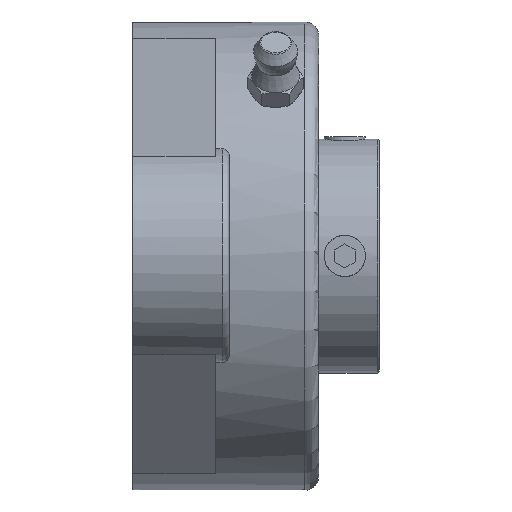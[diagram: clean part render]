
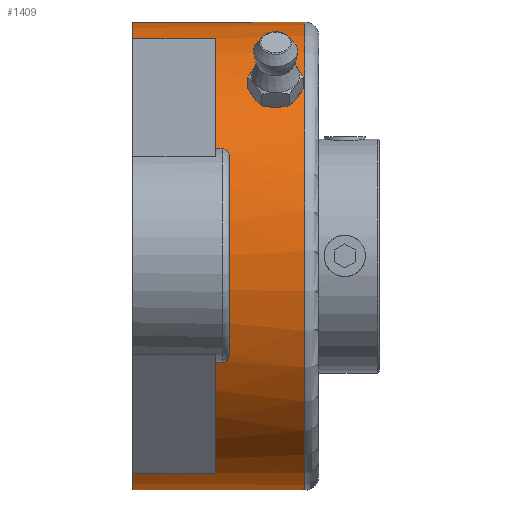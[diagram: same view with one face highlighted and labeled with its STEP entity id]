
A CAD part, top view. The second image highlights one B-rep face of the part: STEP entity #1409.
In plain terms, the highlighted cylindrical face has radius 34 mm (diameter 68 mm), a full revolution.
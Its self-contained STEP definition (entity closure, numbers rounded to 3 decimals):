
#60=LINE('',#2741,#138);
#61=LINE('',#2758,#139);
#62=LINE('',#2762,#140);
#63=LINE('',#2766,#141);
#64=LINE('',#2770,#142);
#65=LINE('',#2786,#143);
#66=LINE('',#2790,#144);
#67=LINE('',#2794,#145);
#138=VECTOR('',#2258,1000.);
#139=VECTOR('',#2261,1000.);
#140=VECTOR('',#2264,1000.);
#141=VECTOR('',#2267,1000.);
#142=VECTOR('',#2270,1000.);
#143=VECTOR('',#2273,1000.);
#144=VECTOR('',#2276,1000.);
#145=VECTOR('',#2279,1000.);
#271=B_SPLINE_CURVE_WITH_KNOTS('',3,(#2744,#2745,#2746,#2747,#2748),
 .UNSPECIFIED.,.F.,.F.,(4,1,4),(0.,0.001,0.002),
 .UNSPECIFIED.);
#272=B_SPLINE_CURVE_WITH_KNOTS('',3,(#2752,#2753,#2754,#2755,#2756),
 .UNSPECIFIED.,.F.,.F.,(4,1,4),(0.,0.001,0.002),
 .UNSPECIFIED.);
#273=B_SPLINE_CURVE_WITH_KNOTS('',3,(#2772,#2773,#2774,#2775,#2776),
 .UNSPECIFIED.,.F.,.F.,(4,1,4),(0.,0.001,
0.002),.UNSPECIFIED.);
#274=B_SPLINE_CURVE_WITH_KNOTS('',3,(#2780,#2781,#2782,#2783,#2784),
 .UNSPECIFIED.,.F.,.F.,(4,1,4),(0.,0.001,0.002),
 .UNSPECIFIED.);
#275=B_SPLINE_CURVE_WITH_KNOTS('',3,(#2797,#2798,#2799,#2800,#2801,#2802,
#2803,#2804,#2805,#2806,#2807),.UNSPECIFIED.,.T.,.F.,(1,1,1,1,1,1,1,1,1,
1,1,1,1,1,1),(-0.007,-0.005,-0.002,
0.,0.002,0.005,0.007,0.009,
0.012,0.014,0.016,0.019,
0.021,0.023,0.026),.UNSPECIFIED.);
#430=ORIENTED_EDGE('',*,*,#736,.F.);
#431=ORIENTED_EDGE('',*,*,#737,.F.);
#432=ORIENTED_EDGE('',*,*,#738,.F.);
#433=ORIENTED_EDGE('',*,*,#739,.F.);
#434=ORIENTED_EDGE('',*,*,#740,.F.);
#435=ORIENTED_EDGE('',*,*,#741,.F.);
#436=ORIENTED_EDGE('',*,*,#742,.F.);
#437=ORIENTED_EDGE('',*,*,#743,.T.);
#438=ORIENTED_EDGE('',*,*,#744,.T.);
#439=ORIENTED_EDGE('',*,*,#745,.F.);
#440=ORIENTED_EDGE('',*,*,#746,.F.);
#441=ORIENTED_EDGE('',*,*,#747,.F.);
#442=ORIENTED_EDGE('',*,*,#748,.F.);
#443=ORIENTED_EDGE('',*,*,#749,.F.);
#444=ORIENTED_EDGE('',*,*,#750,.F.);
#445=ORIENTED_EDGE('',*,*,#751,.F.);
#446=ORIENTED_EDGE('',*,*,#752,.F.);
#447=ORIENTED_EDGE('',*,*,#753,.T.);
#448=ORIENTED_EDGE('',*,*,#754,.T.);
#449=ORIENTED_EDGE('',*,*,#755,.F.);
#450=ORIENTED_EDGE('',*,*,#756,.F.);
#451=ORIENTED_EDGE('',*,*,#757,.F.);
#736=EDGE_CURVE('',#902,#902,#1002,.T.);
#737=EDGE_CURVE('',#903,#904,#60,.T.);
#738=EDGE_CURVE('',#905,#903,#271,.T.);
#739=EDGE_CURVE('',#906,#905,#1003,.T.);
#740=EDGE_CURVE('',#907,#906,#272,.T.);
#741=EDGE_CURVE('',#908,#907,#61,.F.);
#742=EDGE_CURVE('',#909,#908,#1004,.F.);
#743=EDGE_CURVE('',#909,#910,#62,.T.);
#744=EDGE_CURVE('',#910,#911,#1005,.T.);
#745=EDGE_CURVE('',#912,#911,#63,.T.);
#746=EDGE_CURVE('',#913,#912,#1006,.F.);
#747=EDGE_CURVE('',#914,#913,#64,.T.);
#748=EDGE_CURVE('',#915,#914,#273,.T.);
#749=EDGE_CURVE('',#916,#915,#1007,.T.);
#750=EDGE_CURVE('',#917,#916,#274,.T.);
#751=EDGE_CURVE('',#918,#917,#65,.F.);
#752=EDGE_CURVE('',#919,#918,#1008,.F.);
#753=EDGE_CURVE('',#919,#920,#66,.T.);
#754=EDGE_CURVE('',#920,#921,#1009,.T.);
#755=EDGE_CURVE('',#922,#921,#67,.T.);
#756=EDGE_CURVE('',#904,#922,#1010,.F.);
#757=EDGE_CURVE('',#923,#923,#275,.T.);
#902=VERTEX_POINT('',#2740);
#903=VERTEX_POINT('',#2742);
#904=VERTEX_POINT('',#2743);
#905=VERTEX_POINT('',#2749);
#906=VERTEX_POINT('',#2751);
#907=VERTEX_POINT('',#2757);
#908=VERTEX_POINT('',#2759);
#909=VERTEX_POINT('',#2761);
#910=VERTEX_POINT('',#2763);
#911=VERTEX_POINT('',#2765);
#912=VERTEX_POINT('',#2767);
#913=VERTEX_POINT('',#2769);
#914=VERTEX_POINT('',#2771);
#915=VERTEX_POINT('',#2777);
#916=VERTEX_POINT('',#2779);
#917=VERTEX_POINT('',#2785);
#918=VERTEX_POINT('',#2787);
#919=VERTEX_POINT('',#2789);
#920=VERTEX_POINT('',#2791);
#921=VERTEX_POINT('',#2793);
#922=VERTEX_POINT('',#2795);
#923=VERTEX_POINT('',#2808);
#1002=CIRCLE('',#1965,34.);
#1003=CIRCLE('',#1966,34.);
#1004=CIRCLE('',#1967,34.);
#1005=CIRCLE('',#1968,34.);
#1006=CIRCLE('',#1969,34.);
#1007=CIRCLE('',#1970,34.);
#1008=CIRCLE('',#1971,34.);
#1009=CIRCLE('',#1972,34.);
#1010=CIRCLE('',#1973,34.);
#1121=EDGE_LOOP('',(#430));
#1122=EDGE_LOOP('',(#431,#432,#433,#434,#435,#436,#437,#438,#439,#440,#441,
#442,#443,#444,#445,#446,#447,#448,#449,#450));
#1123=EDGE_LOOP('',(#451));
#1269=FACE_BOUND('',#1121,.T.);
#1270=FACE_BOUND('',#1122,.T.);
#1271=FACE_BOUND('',#1123,.T.);
#1350=CYLINDRICAL_SURFACE('',#1964,34.);
#1409=ADVANCED_FACE('',(#1269,#1270,#1271),#1350,.T.);
#1964=AXIS2_PLACEMENT_3D('',#2738,#2254,#2255);
#1965=AXIS2_PLACEMENT_3D('',#2739,#2256,#2257);
#1966=AXIS2_PLACEMENT_3D('',#2750,#2259,#2260);
#1967=AXIS2_PLACEMENT_3D('',#2760,#2262,#2263);
#1968=AXIS2_PLACEMENT_3D('',#2764,#2265,#2266);
#1969=AXIS2_PLACEMENT_3D('',#2768,#2268,#2269);
#1970=AXIS2_PLACEMENT_3D('',#2778,#2271,#2272);
#1971=AXIS2_PLACEMENT_3D('',#2788,#2274,#2275);
#1972=AXIS2_PLACEMENT_3D('',#2792,#2277,#2278);
#1973=AXIS2_PLACEMENT_3D('',#2796,#2280,#2281);
#2254=DIRECTION('',(-1.,0.,0.));
#2255=DIRECTION('',(0.,0.,1.));
#2256=DIRECTION('',(1.,0.,0.));
#2257=DIRECTION('',(0.,0.,-1.));
#2258=DIRECTION('',(-1.,0.,0.));
#2259=DIRECTION('',(-1.,0.,0.));
#2260=DIRECTION('',(0.,0.,1.));
#2261=DIRECTION('',(-1.,0.,0.));
#2262=DIRECTION('',(1.,0.,0.));
#2263=DIRECTION('',(0.,0.,-1.));
#2264=DIRECTION('',(-1.,0.,0.));
#2265=DIRECTION('',(1.,0.,0.));
#2266=DIRECTION('',(0.,0.,-1.));
#2267=DIRECTION('',(-1.,0.,0.));
#2268=DIRECTION('',(1.,0.,0.));
#2269=DIRECTION('',(0.,0.,-1.));
#2270=DIRECTION('',(-1.,0.,0.));
#2271=DIRECTION('',(-1.,0.,0.));
#2272=DIRECTION('',(0.,0.,1.));
#2273=DIRECTION('',(-1.,0.,0.));
#2274=DIRECTION('',(1.,0.,0.));
#2275=DIRECTION('',(0.,0.,-1.));
#2276=DIRECTION('',(-1.,0.,0.));
#2277=DIRECTION('',(1.,0.,0.));
#2278=DIRECTION('',(0.,0.,-1.));
#2279=DIRECTION('',(-1.,0.,0.));
#2280=DIRECTION('',(1.,0.,0.));
#2281=DIRECTION('',(0.,0.,-1.));
#2738=CARTESIAN_POINT('',(12.,0.,0.));
#2739=CARTESIAN_POINT('',(25.,0.,0.));
#2740=CARTESIAN_POINT('',(25.,0.,-34.));
#2741=CARTESIAN_POINT('',(12.,30.261,-15.5));
#2742=CARTESIAN_POINT('',(13.,30.261,-15.5));
#2743=CARTESIAN_POINT('',(12.,30.261,-15.5));
#2744=CARTESIAN_POINT('',(14.,30.753,-14.5));
#2745=CARTESIAN_POINT('',(14.,30.634,-14.753));
#2746=CARTESIAN_POINT('',(13.811,30.39,-15.25));
#2747=CARTESIAN_POINT('',(13.28,30.261,-15.5));
#2748=CARTESIAN_POINT('',(13.,30.261,-15.5));
#2749=CARTESIAN_POINT('',(14.,30.753,-14.5));
#2750=CARTESIAN_POINT('',(14.,0.,0.));
#2751=CARTESIAN_POINT('',(14.,30.753,14.5));
#2752=CARTESIAN_POINT('',(13.,30.261,15.5));
#2753=CARTESIAN_POINT('',(13.28,30.261,15.5));
#2754=CARTESIAN_POINT('',(13.81,30.39,15.252));
#2755=CARTESIAN_POINT('',(14.,30.634,14.752));
#2756=CARTESIAN_POINT('',(14.,30.753,14.5));
#2757=CARTESIAN_POINT('',(13.,30.261,15.5));
#2758=CARTESIAN_POINT('',(12.,30.261,15.5));
#2759=CARTESIAN_POINT('',(12.,30.261,15.5));
#2760=CARTESIAN_POINT('',(12.,0.,0.));
#2761=CARTESIAN_POINT('',(12.,12.707,31.536));
#2762=CARTESIAN_POINT('',(12.,12.707,31.536));
#2763=CARTESIAN_POINT('',(0.,12.707,31.536));
#2764=CARTESIAN_POINT('',(0.,0.,0.));
#2765=CARTESIAN_POINT('',(0.,-12.707,31.536));
#2766=CARTESIAN_POINT('',(12.,-12.707,31.536));
#2767=CARTESIAN_POINT('',(12.,-12.707,31.536));
#2768=CARTESIAN_POINT('',(12.,0.,0.));
#2769=CARTESIAN_POINT('',(12.,-30.261,15.5));
#2770=CARTESIAN_POINT('',(12.,-30.261,15.5));
#2771=CARTESIAN_POINT('',(13.,-30.261,15.5));
#2772=CARTESIAN_POINT('',(14.,-30.753,14.5));
#2773=CARTESIAN_POINT('',(14.,-30.634,14.753));
#2774=CARTESIAN_POINT('',(13.811,-30.39,15.25));
#2775=CARTESIAN_POINT('',(13.28,-30.261,15.5));
#2776=CARTESIAN_POINT('',(13.,-30.261,15.5));
#2777=CARTESIAN_POINT('',(14.,-30.753,14.5));
#2778=CARTESIAN_POINT('',(14.,0.,0.));
#2779=CARTESIAN_POINT('',(14.,-30.753,-14.5));
#2780=CARTESIAN_POINT('',(13.,-30.261,-15.5));
#2781=CARTESIAN_POINT('',(13.28,-30.261,-15.5));
#2782=CARTESIAN_POINT('',(13.81,-30.39,-15.252));
#2783=CARTESIAN_POINT('',(14.,-30.634,-14.752));
#2784=CARTESIAN_POINT('',(14.,-30.753,-14.5));
#2785=CARTESIAN_POINT('',(13.,-30.261,-15.5));
#2786=CARTESIAN_POINT('',(12.,-30.261,-15.5));
#2787=CARTESIAN_POINT('',(12.,-30.261,-15.5));
#2788=CARTESIAN_POINT('',(12.,0.,0.));
#2789=CARTESIAN_POINT('',(12.,-12.707,-31.536));
#2790=CARTESIAN_POINT('',(12.,-12.707,-31.536));
#2791=CARTESIAN_POINT('',(0.,-12.707,-31.536));
#2792=CARTESIAN_POINT('',(0.,0.,0.));
#2793=CARTESIAN_POINT('',(0.,12.707,-31.536));
#2794=CARTESIAN_POINT('',(12.,12.707,-31.536));
#2795=CARTESIAN_POINT('',(12.,12.707,-31.536));
#2796=CARTESIAN_POINT('',(12.,0.,0.));
#2797=CARTESIAN_POINT('',(23.103,22.334,-25.656));
#2798=CARTESIAN_POINT('',(20.749,21.573,-26.276));
#2799=CARTESIAN_POINT('',(18.399,22.333,-25.656));
#2800=CARTESIAN_POINT('',(17.426,24.063,-24.067));
#2801=CARTESIAN_POINT('',(18.398,25.657,-22.333));
#2802=CARTESIAN_POINT('',(20.749,26.275,-21.574));
#2803=CARTESIAN_POINT('',(23.098,25.659,-22.331));
#2804=CARTESIAN_POINT('',(24.075,24.067,-24.063));
#2805=CARTESIAN_POINT('',(23.103,22.334,-25.656));
#2806=CARTESIAN_POINT('',(20.749,21.573,-26.276));
#2807=CARTESIAN_POINT('',(18.399,22.333,-25.656));
#2808=CARTESIAN_POINT('',(20.75,21.827,-26.069));
